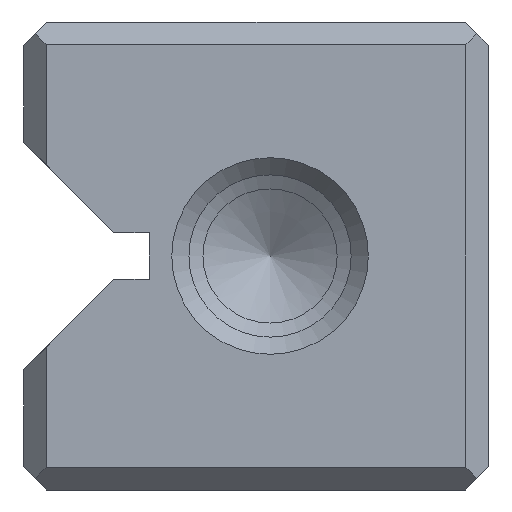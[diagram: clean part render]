
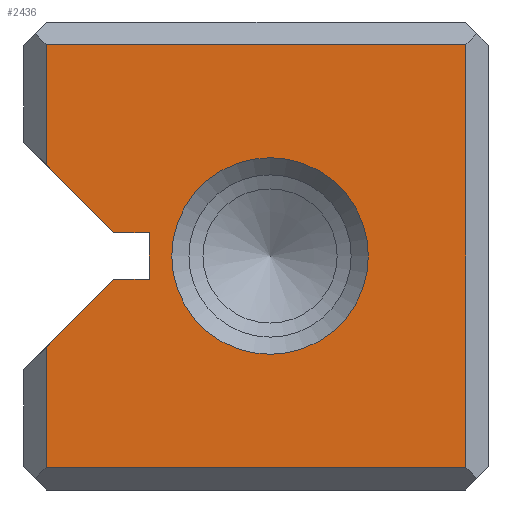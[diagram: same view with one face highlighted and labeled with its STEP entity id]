
A CAD part, left-side view. The second image highlights one B-rep face of the part: STEP entity #2436.
In plain terms, the highlighted planar face has unit normal (-1, 0, 0).
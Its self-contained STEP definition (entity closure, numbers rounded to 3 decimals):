
#2436=ADVANCED_FACE('',(#3265,#3266),#2785,.T.);
#2785=PLANE('',#8349);
#3019=CIRCLE('',#8348,3.15);
#3265=FACE_BOUND('',#3389,.T.);
#3266=FACE_BOUND('',#3390,.T.);
#3389=EDGE_LOOP('',(#4019));
#3390=EDGE_LOOP('',(#4020,#4021,#4022,#4023,#4024,#4025,#4026,#4027,#4028,
#4029));
#4019=ORIENTED_EDGE('',*,*,#6378,.T.);
#4020=ORIENTED_EDGE('',*,*,#6379,.T.);
#4021=ORIENTED_EDGE('',*,*,#6380,.T.);
#4022=ORIENTED_EDGE('',*,*,#6381,.T.);
#4023=ORIENTED_EDGE('',*,*,#6382,.T.);
#4024=ORIENTED_EDGE('',*,*,#6383,.T.);
#4025=ORIENTED_EDGE('',*,*,#6384,.T.);
#4026=ORIENTED_EDGE('',*,*,#6385,.T.);
#4027=ORIENTED_EDGE('',*,*,#6386,.F.);
#4028=ORIENTED_EDGE('',*,*,#6387,.F.);
#4029=ORIENTED_EDGE('',*,*,#6388,.T.);
#5777=VERTEX_POINT('',#10609);
#5778=VERTEX_POINT('',#10611);
#5779=VERTEX_POINT('',#10612);
#5780=VERTEX_POINT('',#10614);
#5781=VERTEX_POINT('',#10616);
#5782=VERTEX_POINT('',#10618);
#5783=VERTEX_POINT('',#10620);
#5784=VERTEX_POINT('',#10622);
#5785=VERTEX_POINT('',#10624);
#5786=VERTEX_POINT('',#10626);
#5787=VERTEX_POINT('',#10628);
#6378=EDGE_CURVE('',#5777,#5777,#3019,.T.);
#6379=EDGE_CURVE('',#5778,#5779,#7176,.T.);
#6380=EDGE_CURVE('',#5779,#5780,#7177,.T.);
#6381=EDGE_CURVE('',#5780,#5781,#7178,.T.);
#6382=EDGE_CURVE('',#5781,#5782,#7179,.T.);
#6383=EDGE_CURVE('',#5782,#5783,#7180,.T.);
#6384=EDGE_CURVE('',#5783,#5784,#7181,.T.);
#6385=EDGE_CURVE('',#5784,#5785,#7182,.T.);
#6386=EDGE_CURVE('',#5786,#5785,#7183,.T.);
#6387=EDGE_CURVE('',#5787,#5786,#7184,.T.);
#6388=EDGE_CURVE('',#5787,#5778,#7185,.T.);
#7176=LINE('',#10610,#7836);
#7177=LINE('',#10613,#7837);
#7178=LINE('',#10615,#7838);
#7179=LINE('',#10617,#7839);
#7180=LINE('',#10619,#7840);
#7181=LINE('',#10621,#7841);
#7182=LINE('',#10623,#7842);
#7183=LINE('',#10625,#7843);
#7184=LINE('',#10627,#7844);
#7185=LINE('',#10629,#7845);
#7836=VECTOR('',#8811,1.);
#7837=VECTOR('',#8812,1.);
#7838=VECTOR('',#8813,1.);
#7839=VECTOR('',#8814,1.);
#7840=VECTOR('',#8815,1.);
#7841=VECTOR('',#8816,1.);
#7842=VECTOR('',#8817,1.);
#7843=VECTOR('',#8818,1.);
#7844=VECTOR('',#8819,1.);
#7845=VECTOR('',#8820,1.);
#8348=AXIS2_PLACEMENT_3D('',#10608,#8809,#8810);
#8349=AXIS2_PLACEMENT_3D('',#10630,#8821,#8822);
#8809=DIRECTION('',(1.,0.,0.));
#8810=DIRECTION('',(0.,0.,-1.));
#8811=DIRECTION('',(0.,-1.,0.));
#8812=DIRECTION('',(0.,0.,1.));
#8813=DIRECTION('',(0.,1.,0.));
#8814=DIRECTION('',(0.,0.,-1.));
#8815=DIRECTION('',(0.,-0.707,-0.707));
#8816=DIRECTION('',(0.,-1.,0.));
#8817=DIRECTION('',(0.,0.,-1.));
#8818=DIRECTION('',(0.,-1.,0.));
#8819=DIRECTION('',(0.,-0.707,0.707));
#8820=DIRECTION('',(0.,0.,-1.));
#8821=DIRECTION('',(-1.,0.,0.));
#8822=DIRECTION('',(0.,0.,-1.));
#10608=CARTESIAN_POINT('',(0.,7.,7.5));
#10609=CARTESIAN_POINT('',(0.,7.,4.35));
#10610=CARTESIAN_POINT('',(0.,7.45,0.725));
#10611=CARTESIAN_POINT('',(0.,14.175,0.725));
#10612=CARTESIAN_POINT('',(0.,0.725,0.725));
#10613=CARTESIAN_POINT('',(0.,0.725,0.));
#10614=CARTESIAN_POINT('',(0.,0.725,14.275));
#10615=CARTESIAN_POINT('',(0.,7.45,14.275));
#10616=CARTESIAN_POINT('',(0.,14.175,14.275));
#10617=CARTESIAN_POINT('',(0.,14.175,0.));
#10618=CARTESIAN_POINT('',(0.,14.175,10.418));
#10619=CARTESIAN_POINT('',(0.,14.9,11.143));
#10620=CARTESIAN_POINT('',(0.,12.007,8.25));
#10621=CARTESIAN_POINT('',(0.,10.875,8.25));
#10622=CARTESIAN_POINT('',(0.,10.875,8.25));
#10623=CARTESIAN_POINT('',(0.,10.875,8.25));
#10624=CARTESIAN_POINT('',(0.,10.875,6.75));
#10625=CARTESIAN_POINT('',(0.,10.875,6.75));
#10626=CARTESIAN_POINT('',(0.,12.007,6.75));
#10627=CARTESIAN_POINT('',(0.,14.9,3.857));
#10628=CARTESIAN_POINT('',(0.,14.175,4.582));
#10629=CARTESIAN_POINT('',(0.,14.175,0.));
#10630=CARTESIAN_POINT('',(0.,7.45,0.));
